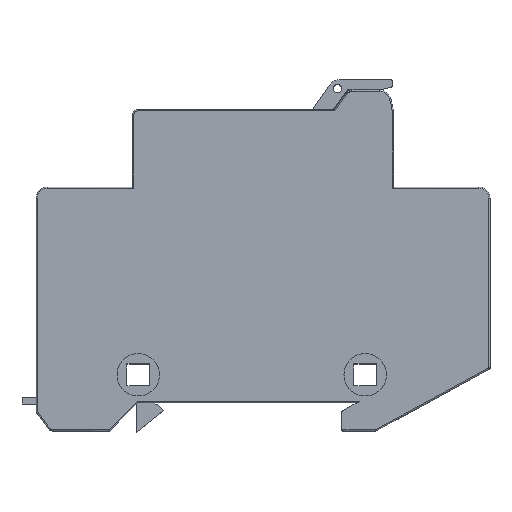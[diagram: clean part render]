
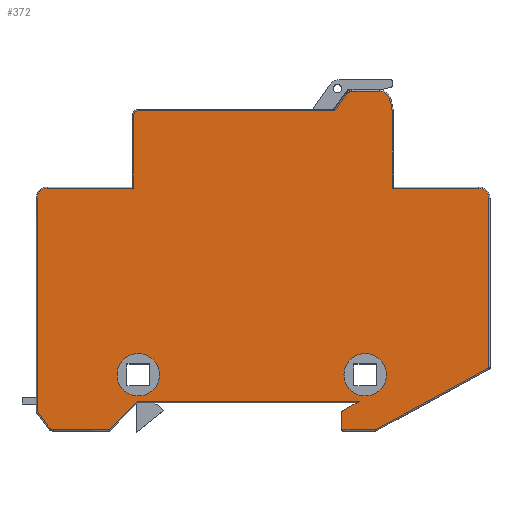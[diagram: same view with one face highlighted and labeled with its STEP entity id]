
A CAD part, top view. The second image highlights one B-rep face of the part: STEP entity #372.
In plain terms, the highlighted planar face has unit normal (0, 0, 1).
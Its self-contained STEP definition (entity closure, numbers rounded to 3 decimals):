
#372=ADVANCED_FACE('',(#1384,#1385,#1386),#566,.T.);
#566=PLANE('',#3465);
#682=LINE('',#4743,#1033);
#683=LINE('',#4745,#1034);
#684=LINE('',#4747,#1035);
#685=LINE('',#4749,#1036);
#686=LINE('',#4753,#1037);
#687=LINE('',#4755,#1038);
#688=LINE('',#4757,#1039);
#689=LINE('',#4759,#1040);
#690=LINE('',#4763,#1041);
#691=LINE('',#4765,#1042);
#692=LINE('',#4771,#1043);
#693=LINE('',#4775,#1044);
#694=LINE('',#4777,#1045);
#695=LINE('',#4781,#1046);
#696=LINE('',#4783,#1047);
#697=LINE('',#4787,#1048);
#698=LINE('',#4789,#1049);
#1033=VECTOR('',#3772,1.);
#1034=VECTOR('',#3773,1.);
#1035=VECTOR('',#3774,1.);
#1036=VECTOR('',#3775,1.);
#1037=VECTOR('',#3778,1.);
#1038=VECTOR('',#3779,1.);
#1039=VECTOR('',#3780,1.);
#1040=VECTOR('',#3781,1.);
#1041=VECTOR('',#3784,1.);
#1042=VECTOR('',#3785,1.);
#1043=VECTOR('',#3790,1.);
#1044=VECTOR('',#3793,1.);
#1045=VECTOR('',#3794,1.);
#1046=VECTOR('',#3797,1.);
#1047=VECTOR('',#3798,1.);
#1048=VECTOR('',#3801,1.);
#1049=VECTOR('',#3802,1.);
#1384=FACE_BOUND('',#1429,.T.);
#1385=FACE_BOUND('',#1430,.T.);
#1386=FACE_BOUND('',#1431,.T.);
#1429=EDGE_LOOP('',(#1648));
#1430=EDGE_LOOP('',(#1649));
#1431=EDGE_LOOP('',(#1650,#1651,#1652,#1653,#1654,#1655,#1656,#1657,#1658,
#1659,#1660,#1661,#1662,#1663,#1664,#1665,#1666,#1667,#1668,#1669,#1670,
#1671,#1672,#1673,#1674));
#1648=ORIENTED_EDGE('',*,*,#2886,.T.);
#1649=ORIENTED_EDGE('',*,*,#2887,.T.);
#1650=ORIENTED_EDGE('',*,*,#2888,.F.);
#1651=ORIENTED_EDGE('',*,*,#2889,.T.);
#1652=ORIENTED_EDGE('',*,*,#2890,.T.);
#1653=ORIENTED_EDGE('',*,*,#2891,.T.);
#1654=ORIENTED_EDGE('',*,*,#2892,.T.);
#1655=ORIENTED_EDGE('',*,*,#2893,.T.);
#1656=ORIENTED_EDGE('',*,*,#2894,.T.);
#1657=ORIENTED_EDGE('',*,*,#2895,.T.);
#1658=ORIENTED_EDGE('',*,*,#2896,.T.);
#1659=ORIENTED_EDGE('',*,*,#2897,.T.);
#1660=ORIENTED_EDGE('',*,*,#2898,.T.);
#1661=ORIENTED_EDGE('',*,*,#2899,.T.);
#1662=ORIENTED_EDGE('',*,*,#2900,.T.);
#1663=ORIENTED_EDGE('',*,*,#2901,.T.);
#1664=ORIENTED_EDGE('',*,*,#2902,.T.);
#1665=ORIENTED_EDGE('',*,*,#2903,.T.);
#1666=ORIENTED_EDGE('',*,*,#2904,.T.);
#1667=ORIENTED_EDGE('',*,*,#2905,.T.);
#1668=ORIENTED_EDGE('',*,*,#2906,.T.);
#1669=ORIENTED_EDGE('',*,*,#2907,.T.);
#1670=ORIENTED_EDGE('',*,*,#2908,.T.);
#1671=ORIENTED_EDGE('',*,*,#2909,.T.);
#1672=ORIENTED_EDGE('',*,*,#2910,.T.);
#1673=ORIENTED_EDGE('',*,*,#2911,.T.);
#1674=ORIENTED_EDGE('',*,*,#2912,.T.);
#2590=VERTEX_POINT('',#4737);
#2591=VERTEX_POINT('',#4739);
#2592=VERTEX_POINT('',#4741);
#2593=VERTEX_POINT('',#4742);
#2594=VERTEX_POINT('',#4744);
#2595=VERTEX_POINT('',#4746);
#2596=VERTEX_POINT('',#4748);
#2597=VERTEX_POINT('',#4750);
#2598=VERTEX_POINT('',#4752);
#2599=VERTEX_POINT('',#4754);
#2600=VERTEX_POINT('',#4756);
#2601=VERTEX_POINT('',#4758);
#2602=VERTEX_POINT('',#4760);
#2603=VERTEX_POINT('',#4762);
#2604=VERTEX_POINT('',#4764);
#2605=VERTEX_POINT('',#4766);
#2606=VERTEX_POINT('',#4768);
#2607=VERTEX_POINT('',#4770);
#2608=VERTEX_POINT('',#4772);
#2609=VERTEX_POINT('',#4774);
#2610=VERTEX_POINT('',#4776);
#2611=VERTEX_POINT('',#4778);
#2612=VERTEX_POINT('',#4780);
#2613=VERTEX_POINT('',#4782);
#2614=VERTEX_POINT('',#4784);
#2615=VERTEX_POINT('',#4786);
#2616=VERTEX_POINT('',#4788);
#2886=EDGE_CURVE('',#2590,#2590,#3357,.T.);
#2887=EDGE_CURVE('',#2591,#2591,#3358,.T.);
#2888=EDGE_CURVE('',#2592,#2593,#3359,.T.);
#2889=EDGE_CURVE('',#2592,#2594,#682,.T.);
#2890=EDGE_CURVE('',#2594,#2595,#683,.T.);
#2891=EDGE_CURVE('',#2595,#2596,#684,.T.);
#2892=EDGE_CURVE('',#2596,#2597,#685,.T.);
#2893=EDGE_CURVE('',#2597,#2598,#3360,.T.);
#2894=EDGE_CURVE('',#2598,#2599,#686,.T.);
#2895=EDGE_CURVE('',#2599,#2600,#687,.T.);
#2896=EDGE_CURVE('',#2600,#2601,#688,.T.);
#2897=EDGE_CURVE('',#2601,#2602,#689,.T.);
#2898=EDGE_CURVE('',#2602,#2603,#3361,.T.);
#2899=EDGE_CURVE('',#2603,#2604,#690,.T.);
#2900=EDGE_CURVE('',#2604,#2605,#691,.T.);
#2901=EDGE_CURVE('',#2605,#2606,#3362,.T.);
#2902=EDGE_CURVE('',#2606,#2607,#3363,.T.);
#2903=EDGE_CURVE('',#2607,#2608,#692,.T.);
#2904=EDGE_CURVE('',#2608,#2609,#3364,.T.);
#2905=EDGE_CURVE('',#2609,#2610,#693,.T.);
#2906=EDGE_CURVE('',#2610,#2611,#694,.T.);
#2907=EDGE_CURVE('',#2611,#2612,#3365,.T.);
#2908=EDGE_CURVE('',#2612,#2613,#695,.T.);
#2909=EDGE_CURVE('',#2613,#2614,#696,.T.);
#2910=EDGE_CURVE('',#2614,#2615,#3366,.T.);
#2911=EDGE_CURVE('',#2615,#2616,#697,.T.);
#2912=EDGE_CURVE('',#2616,#2593,#698,.T.);
#3357=CIRCLE('',#3455,3.75);
#3358=CIRCLE('',#3456,3.75);
#3359=CIRCLE('',#3457,0.8);
#3360=CIRCLE('',#3458,0.2);
#3361=CIRCLE('',#3459,1.8);
#3362=CIRCLE('',#3460,10.145);
#3363=CIRCLE('',#3461,1.8);
#3364=CIRCLE('',#3462,0.8);
#3365=CIRCLE('',#3463,0.8);
#3366=CIRCLE('',#3464,1.8);
#3455=AXIS2_PLACEMENT_3D('',#4736,#3766,#3767);
#3456=AXIS2_PLACEMENT_3D('',#4738,#3768,#3769);
#3457=AXIS2_PLACEMENT_3D('',#4740,#3770,#3771);
#3458=AXIS2_PLACEMENT_3D('',#4751,#3776,#3777);
#3459=AXIS2_PLACEMENT_3D('',#4761,#3782,#3783);
#3460=AXIS2_PLACEMENT_3D('',#4767,#3786,#3787);
#3461=AXIS2_PLACEMENT_3D('',#4769,#3788,#3789);
#3462=AXIS2_PLACEMENT_3D('',#4773,#3791,#3792);
#3463=AXIS2_PLACEMENT_3D('',#4779,#3795,#3796);
#3464=AXIS2_PLACEMENT_3D('',#4785,#3799,#3800);
#3465=AXIS2_PLACEMENT_3D('',#4790,#3803,#3804);
#3766=DIRECTION('',(0.,0.,-1.));
#3767=DIRECTION('',(1.,0.,0.));
#3768=DIRECTION('',(0.,0.,-1.));
#3769=DIRECTION('',(1.,0.,0.));
#3770=DIRECTION('',(0.,0.,-1.));
#3771=DIRECTION('',(1.,0.,0.));
#3772=DIRECTION('',(1.,0.,0.));
#3773=DIRECTION('',(0.699,0.715,0.));
#3774=DIRECTION('',(1.,0.,0.));
#3775=DIRECTION('',(-0.874,-0.486,0.));
#3776=DIRECTION('',(0.,0.,1.));
#3777=DIRECTION('',(1.,0.,0.));
#3778=DIRECTION('',(0.,-1.,0.));
#3779=DIRECTION('',(1.,0.,0.));
#3780=DIRECTION('',(0.877,0.48,0.));
#3781=DIRECTION('',(0.,1.,0.));
#3782=DIRECTION('',(0.,0.,1.));
#3783=DIRECTION('',(1.,0.,0.));
#3784=DIRECTION('',(-1.,0.,0.));
#3785=DIRECTION('',(0.,1.,0.));
#3786=DIRECTION('',(0.,0.,1.));
#3787=DIRECTION('',(1.,0.,0.));
#3788=DIRECTION('',(0.,0.,1.));
#3789=DIRECTION('',(1.,0.,0.));
#3790=DIRECTION('',(-1.,-0.005,0.));
#3791=DIRECTION('',(0.,0.,1.));
#3792=DIRECTION('',(1.,0.,0.));
#3793=DIRECTION('',(-0.588,-0.809,0.));
#3794=DIRECTION('',(-1.,0.,0.));
#3795=DIRECTION('',(0.,0.,1.));
#3796=DIRECTION('',(1.,0.,0.));
#3797=DIRECTION('',(0.,-1.,0.));
#3798=DIRECTION('',(-1.,0.,0.));
#3799=DIRECTION('',(0.,0.,1.));
#3800=DIRECTION('',(1.,0.,0.));
#3801=DIRECTION('',(0.,-1.,0.));
#3802=DIRECTION('',(0.6,-0.8,0.));
#3803=DIRECTION('',(0.,0.,1.));
#3804=DIRECTION('',(1.,0.,0.));
#4736=CARTESIAN_POINT('',(57.562,-52.233,18.));
#4737=CARTESIAN_POINT('',(61.312,-52.233,18.));
#4738=CARTESIAN_POINT('',(17.562,-52.233,18.));
#4739=CARTESIAN_POINT('',(21.312,-52.233,18.));
#4740=CARTESIAN_POINT('',(2.532,-61.146,18.));
#4741=CARTESIAN_POINT('',(2.532,-61.946,18.));
#4742=CARTESIAN_POINT('',(1.892,-61.626,18.));
#4743=CARTESIAN_POINT('',(12.562,-61.946,18.));
#4744=CARTESIAN_POINT('',(12.478,-61.946,18.));
#4745=CARTESIAN_POINT('',(17.307,-57.006,18.));
#4746=CARTESIAN_POINT('',(17.365,-56.946,18.));
#4747=CARTESIAN_POINT('',(56.151,-56.946,18.));
#4748=CARTESIAN_POINT('',(56.511,-56.946,18.));
#4749=CARTESIAN_POINT('',(56.151,-57.146,18.));
#4750=CARTESIAN_POINT('',(53.553,-58.589,18.));
#4751=CARTESIAN_POINT('',(53.65,-58.763,18.));
#4752=CARTESIAN_POINT('',(53.45,-58.763,18.));
#4753=CARTESIAN_POINT('',(53.45,-58.646,18.));
#4754=CARTESIAN_POINT('',(53.45,-61.946,18.));
#4755=CARTESIAN_POINT('',(59.45,-61.946,18.));
#4756=CARTESIAN_POINT('',(59.398,-61.946,18.));
#4757=CARTESIAN_POINT('',(79.466,-50.97,18.));
#4758=CARTESIAN_POINT('',(79.362,-51.027,18.));
#4759=CARTESIAN_POINT('',(79.362,-21.146,18.));
#4760=CARTESIAN_POINT('',(79.362,-21.146,18.));
#4761=CARTESIAN_POINT('',(77.562,-21.146,18.));
#4762=CARTESIAN_POINT('',(77.562,-19.346,18.));
#4763=CARTESIAN_POINT('',(62.562,-19.346,18.));
#4764=CARTESIAN_POINT('',(62.362,-19.346,18.));
#4765=CARTESIAN_POINT('',(62.362,-6.773,18.));
#4766=CARTESIAN_POINT('',(62.362,-6.773,18.));
#4767=CARTESIAN_POINT('',(52.217,-6.773,18.));
#4768=CARTESIAN_POINT('',(61.819,-3.498,18.));
#4769=CARTESIAN_POINT('',(60.115,-4.079,18.));
#4770=CARTESIAN_POINT('',(60.106,-2.279,18.));
#4771=CARTESIAN_POINT('',(55.07,-2.306,18.));
#4772=CARTESIAN_POINT('',(55.07,-2.306,18.));
#4773=CARTESIAN_POINT('',(55.074,-3.106,18.));
#4774=CARTESIAN_POINT('',(54.427,-2.636,18.));
#4775=CARTESIAN_POINT('',(52.26,-5.618,18.));
#4776=CARTESIAN_POINT('',(52.2,-5.7,18.));
#4777=CARTESIAN_POINT('',(17.562,-5.7,18.));
#4778=CARTESIAN_POINT('',(17.562,-5.7,18.));
#4779=CARTESIAN_POINT('',(17.562,-6.5,18.));
#4780=CARTESIAN_POINT('',(16.762,-6.5,18.));
#4781=CARTESIAN_POINT('',(16.762,-19.146,18.));
#4782=CARTESIAN_POINT('',(16.762,-19.346,18.));
#4783=CARTESIAN_POINT('',(1.562,-19.346,18.));
#4784=CARTESIAN_POINT('',(1.562,-19.346,18.));
#4785=CARTESIAN_POINT('',(1.562,-21.146,18.));
#4786=CARTESIAN_POINT('',(-0.238,-21.146,18.));
#4787=CARTESIAN_POINT('',(-0.238,-58.852,18.));
#4788=CARTESIAN_POINT('',(-0.238,-58.786,18.));
#4789=CARTESIAN_POINT('',(2.192,-62.026,18.));
#4790=CARTESIAN_POINT('',(77.562,-21.146,18.));
